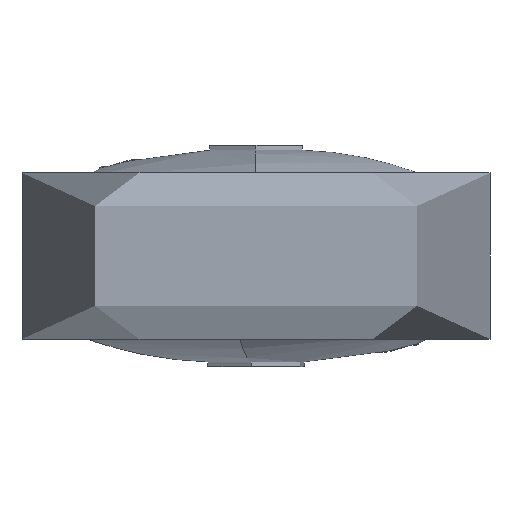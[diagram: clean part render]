
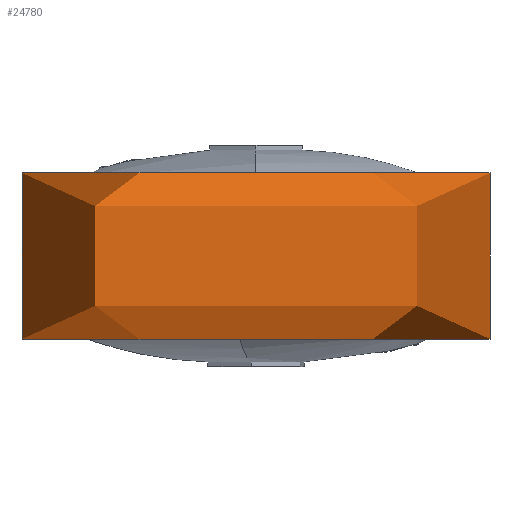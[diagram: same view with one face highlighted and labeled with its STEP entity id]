
A CAD part, left-side view. The second image highlights one B-rep face of the part: STEP entity #24780.
In plain terms, the highlighted free-form (B-spline) face has degree [3, 3] with [4, 4] control points.
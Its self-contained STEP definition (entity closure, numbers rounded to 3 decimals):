
#43 = CARTESIAN_POINT ( 'NONE',  ( 0., -42.75, -15. ) ) ;
#1226 = CARTESIAN_POINT ( 'NONE',  ( -84.5, 41.75, -15. ) ) ;
#1349 = CARTESIAN_POINT ( 'NONE',  ( 0., -42.75, 15. ) ) ;
#1422 = CARTESIAN_POINT ( 'NONE',  ( 0., 57.25, 15. ) ) ;
#2647 = EDGE_LOOP ( 'NONE', ( #21464, #16198, #14027, #23390 ) ) ;
#3029 = CARTESIAN_POINT ( 'NONE',  ( -115.5, -58.25, 15. ) ) ;
#3285 = CARTESIAN_POINT ( 'NONE',  ( 0., 57.25, -15. ) ) ;
#3480 = CARTESIAN_POINT ( 'NONE',  ( 0., 41.75, 15. ) ) ;
#4110 = VERTEX_POINT ( 'NONE', #8135 ) ;
#4973 = CARTESIAN_POINT ( 'NONE',  ( 0., -42.75, 15. ) ) ;
#5099 = AXIS2_PLACEMENT_3D ( 'NONE', #24116, #6416, #6932 ) ;
#5123 =( BOUNDED_CURVE ( )  B_SPLINE_CURVE ( 3, ( #5444, #11265, #1422, #3480 ),
 .UNSPECIFIED., .F., .T. ) 
 B_SPLINE_CURVE_WITH_KNOTS ( ( 4, 4 ),
 ( 0., 3.142 ),
 .UNSPECIFIED. ) 
 CURVE ( )  GEOMETRIC_REPRESENTATION_ITEM ( )  RATIONAL_B_SPLINE_CURVE ( ( 1., 0.333, 0.333, 1. ) ) 
 REPRESENTATION_ITEM ( '' )  );
#5444 = CARTESIAN_POINT ( 'NONE',  ( 0., 41.75, -15. ) ) ;
#5835 = DIRECTION ( 'NONE',  ( 0., 1., 0. ) ) ;
#6126 = EDGE_CURVE ( 'NONE', #8920, #19741, #10399, .T. ) ;
#6416 = DIRECTION ( 'NONE',  ( 0., 0., 1. ) ) ;
#6932 = DIRECTION ( 'NONE',  ( 0., 1., 0. ) ) ;
#7054 =( BOUNDED_CURVE ( )  B_SPLINE_CURVE ( 3, ( #7309, #24627, #22705, #4973 ),
 .UNSPECIFIED., .F., .T. ) 
 B_SPLINE_CURVE_WITH_KNOTS ( ( 4, 4 ),
 ( 0., 3.142 ),
 .UNSPECIFIED. ) 
 CURVE ( )  GEOMETRIC_REPRESENTATION_ITEM ( )  RATIONAL_B_SPLINE_CURVE ( ( 1., 0.333, 0.333, 1. ) ) 
 REPRESENTATION_ITEM ( '' )  );
#7181 = CARTESIAN_POINT ( 'NONE',  ( -115.5, -58.25, -15. ) ) ;
#7309 = CARTESIAN_POINT ( 'NONE',  ( 0., -42.75, -15. ) ) ;
#7793 = DIRECTION ( 'NONE',  ( 0., 0., 1. ) ) ;
#8135 = CARTESIAN_POINT ( 'NONE',  ( 0., 41.75, 15. ) ) ;
#8878 = CARTESIAN_POINT ( 'NONE',  ( 0., 57.25, 15. ) ) ;
#8882 =( BOUNDED_SURFACE ( )  B_SPLINE_SURFACE ( 3, 3, ( 
 ( #18947, #1226, #21011, #20883 ),
 ( #3285, #9136, #7181, #22959 ),
 ( #8878, #11187, #3029, #23207 ),
 ( #17277, #19078, #13289, #1349 ) ),
 .UNSPECIFIED., .F., .F., .T. ) 
 B_SPLINE_SURFACE_WITH_KNOTS ( ( 4, 4 ),
 ( 4, 4 ),
 ( 0., 1. ),
 ( 0., 1. ),
 .UNSPECIFIED. ) 
 GEOMETRIC_REPRESENTATION_ITEM ( )  RATIONAL_B_SPLINE_SURFACE ( (
 ( 1., 0.333, 0.333, 1.),
 ( 0.333, 0.111, 0.111, 0.333),
 ( 0.333, 0.111, 0.111, 0.333),
 ( 1., 0.333, 0.333, 1.) ) ) 
 REPRESENTATION_ITEM ( '' )  SURFACE ( )  );
#8920 = VERTEX_POINT ( 'NONE', #12872 ) ;
#9136 = CARTESIAN_POINT ( 'NONE',  ( -115.5, 57.25, -15. ) ) ;
#9883 = CARTESIAN_POINT ( 'NONE',  ( 0., -0.5, -15. ) ) ;
#10399 = CIRCLE ( 'NONE', #12449, 42.25 ) ;
#11187 = CARTESIAN_POINT ( 'NONE',  ( -115.5, 57.25, 15. ) ) ;
#11265 = CARTESIAN_POINT ( 'NONE',  ( 0., 57.25, -15. ) ) ;
#12407 = EDGE_CURVE ( 'NONE', #8920, #4110, #5123, .T. ) ;
#12449 = AXIS2_PLACEMENT_3D ( 'NONE', #9883, #7793, #5835 ) ;
#12872 = CARTESIAN_POINT ( 'NONE',  ( 0., 41.75, -15. ) ) ;
#13289 = CARTESIAN_POINT ( 'NONE',  ( -84.5, -42.75, 15. ) ) ;
#13422 = FACE_OUTER_BOUND ( 'NONE', #2647, .T. ) ;
#13587 = EDGE_CURVE ( 'NONE', #4110, #25576, #24080, .T. ) ;
#14027 = ORIENTED_EDGE ( 'NONE', *, *, #13587, .F. ) ;
#16198 = ORIENTED_EDGE ( 'NONE', *, *, #24816, .T. ) ;
#17277 = CARTESIAN_POINT ( 'NONE',  ( 0., 41.75, 15. ) ) ;
#17476 = CARTESIAN_POINT ( 'NONE',  ( 0., -42.75, 15. ) ) ;
#18947 = CARTESIAN_POINT ( 'NONE',  ( 0., 41.75, -15. ) ) ;
#19078 = CARTESIAN_POINT ( 'NONE',  ( -84.5, 41.75, 15. ) ) ;
#19741 = VERTEX_POINT ( 'NONE', #43 ) ;
#20883 = CARTESIAN_POINT ( 'NONE',  ( 0., -42.75, -15. ) ) ;
#21011 = CARTESIAN_POINT ( 'NONE',  ( -84.5, -42.75, -15. ) ) ;
#21464 = ORIENTED_EDGE ( 'NONE', *, *, #6126, .T. ) ;
#22705 = CARTESIAN_POINT ( 'NONE',  ( 0., -58.25, 15. ) ) ;
#22959 = CARTESIAN_POINT ( 'NONE',  ( 0., -58.25, -15. ) ) ;
#23207 = CARTESIAN_POINT ( 'NONE',  ( 0., -58.25, 15. ) ) ;
#23390 = ORIENTED_EDGE ( 'NONE', *, *, #12407, .F. ) ;
#24080 = CIRCLE ( 'NONE', #5099, 42.25 ) ;
#24116 = CARTESIAN_POINT ( 'NONE',  ( 0., -0.5, 15. ) ) ;
#24627 = CARTESIAN_POINT ( 'NONE',  ( 0., -58.25, -15. ) ) ;
#24780 = ADVANCED_FACE ( 'NONE', ( #13422 ), #8882, .F. ) ;
#24816 = EDGE_CURVE ( 'NONE', #19741, #25576, #7054, .T. ) ;
#25576 = VERTEX_POINT ( 'NONE', #17476 ) ;
